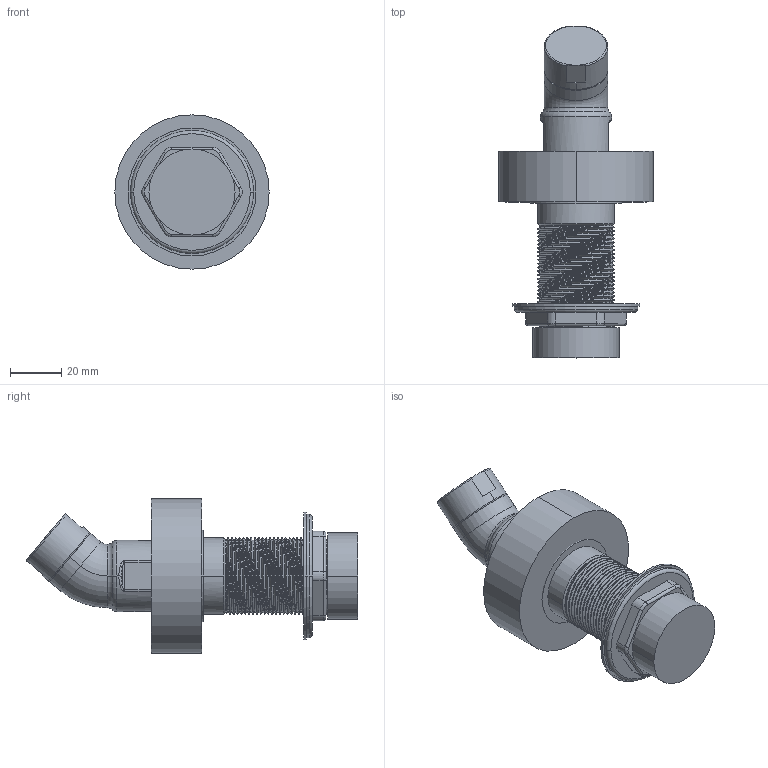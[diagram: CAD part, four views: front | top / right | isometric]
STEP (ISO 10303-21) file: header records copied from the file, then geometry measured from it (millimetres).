
FILE_DESCRIPTION((''),'2;1');
FILE_NAME('289-1_WEB','2010-11-18T',('project'),(''),'PRO/ENGINEER BY PARAMETRIC TECHNOLOGY CORPORATION, 2009300','PRO/ENGINEER BY PARAMETRIC TECHNOLOGY CORPORATION, 2009300','');
FILE_SCHEMA(('CONFIG_CONTROL_DESIGN'));
Length unit declared in the file: inch
Products named in the file (1): 289-1_WEB
Bounding box: 60.33 x 129.71 x 60.33 mm (x, y, z)
Surface area: 34234.7 mm2 (no closed solid volume)
Topology: 0 solids, 11 shells, 186 faces, 485 edges, 311 vertices
Faces by surface type: cylinder 110, bspline 29, plane 26, torus 18, cone 3
Entity records: 16142 total; most frequent: CARTESIAN_POINT 12029, ORIENTED_EDGE 878, DIRECTION 719, EDGE_CURVE 485, VERTEX_POINT 311, AXIS2_PLACEMENT_3D 275, B_SPLINE_CURVE_WITH_KNOTS 198, EDGE_LOOP 186
